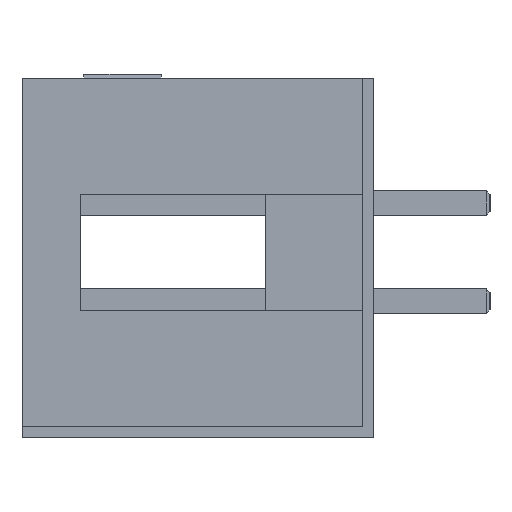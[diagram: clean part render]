
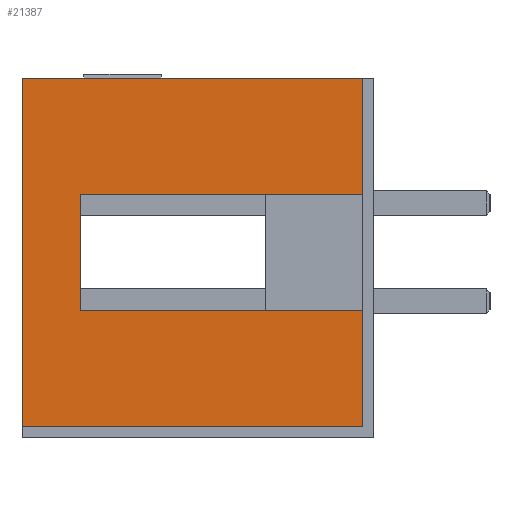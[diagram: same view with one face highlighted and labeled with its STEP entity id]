
A CAD part, left-side view. The second image highlights one B-rep face of the part: STEP entity #21387.
In plain terms, the highlighted planar face has unit normal (-1, 0, 0).
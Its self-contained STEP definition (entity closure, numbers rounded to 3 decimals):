
#1301 = DIRECTION ( 'NONE',  ( 0., 0., -1. ) ) ;
#1892 = CARTESIAN_POINT ( 'NONE',  ( -25.39, 7.6, 0. ) ) ;
#2728 = EDGE_CURVE ( 'NONE', #14084, #6891, #12655, .T. ) ;
#3267 = DIRECTION ( 'NONE',  ( 0., -1., 0. ) ) ;
#3456 = LINE ( 'NONE', #21392, #25585 ) ;
#4260 = DIRECTION ( 'NONE',  ( 0., -1., 0. ) ) ;
#4540 = VECTOR ( 'NONE', #12294, 1000. ) ;
#4846 = VECTOR ( 'NONE', #9140, 1000. ) ;
#5091 = ORIENTED_EDGE ( 'NONE', *, *, #20042, .F. ) ;
#5255 = CARTESIAN_POINT ( 'NONE',  ( -25.39, 7.6, 1.5 ) ) ;
#6069 = LINE ( 'NONE', #24178, #4540 ) ;
#6664 = VERTEX_POINT ( 'NONE', #21072 ) ;
#6891 = VERTEX_POINT ( 'NONE', #19206 ) ;
#6897 = CARTESIAN_POINT ( 'NONE',  ( -25.39, 0.3, -1.5 ) ) ;
#6949 = CARTESIAN_POINT ( 'NONE',  ( -25.39, 7.6, -1.5 ) ) ;
#6977 = LINE ( 'NONE', #14941, #22110 ) ;
#7750 = ORIENTED_EDGE ( 'NONE', *, *, #25070, .F. ) ;
#7886 = CARTESIAN_POINT ( 'NONE',  ( -25.39, 9.1, 4.5 ) ) ;
#8018 = VECTOR ( 'NONE', #4260, 1000. ) ;
#8136 = ORIENTED_EDGE ( 'NONE', *, *, #10446, .F. ) ;
#9140 = DIRECTION ( 'NONE',  ( 0., -1., 0. ) ) ;
#9380 = EDGE_LOOP ( 'NONE', ( #5091, #8136, #23807, #21222, #7750, #23798, #25121, #12325 ) ) ;
#9778 = DIRECTION ( 'NONE',  ( 0., 0., 1. ) ) ;
#9783 = DIRECTION ( 'NONE',  ( -1., 0., 0. ) ) ;
#10446 = EDGE_CURVE ( 'NONE', #17027, #24262, #21204, .T. ) ;
#11145 = CARTESIAN_POINT ( 'NONE',  ( -25.39, 0.3, 0. ) ) ;
#11279 = CARTESIAN_POINT ( 'NONE',  ( -25.39, 7.6, -1.5 ) ) ;
#11607 = AXIS2_PLACEMENT_3D ( 'NONE', #16204, #9783, #18253 ) ;
#12113 = VERTEX_POINT ( 'NONE', #18095 ) ;
#12294 = DIRECTION ( 'NONE',  ( 0., 0., -1. ) ) ;
#12325 = ORIENTED_EDGE ( 'NONE', *, *, #23709, .T. ) ;
#12655 = LINE ( 'NONE', #5255, #4846 ) ;
#12876 = VERTEX_POINT ( 'NONE', #7886 ) ;
#13428 = CARTESIAN_POINT ( 'NONE',  ( -25.39, 9.1, -4.5 ) ) ;
#14084 = VERTEX_POINT ( 'NONE', #17745 ) ;
#14145 = LINE ( 'NONE', #22065, #8018 ) ;
#14941 = CARTESIAN_POINT ( 'NONE',  ( -25.39, 9.1, 4.5 ) ) ;
#16080 = FACE_OUTER_BOUND ( 'NONE', #9380, .T. ) ;
#16204 = CARTESIAN_POINT ( 'NONE',  ( -25.39, 9.1, 0. ) ) ;
#16709 = EDGE_CURVE ( 'NONE', #12876, #12113, #6977, .T. ) ;
#17027 = VERTEX_POINT ( 'NONE', #6949 ) ;
#17607 = DIRECTION ( 'NONE',  ( 0., 0., -1. ) ) ;
#17745 = CARTESIAN_POINT ( 'NONE',  ( -25.39, 7.6, 1.5 ) ) ;
#18095 = CARTESIAN_POINT ( 'NONE',  ( -25.39, 0.3, 4.5 ) ) ;
#18253 = DIRECTION ( 'NONE',  ( 0., 0., 1. ) ) ;
#18838 = DIRECTION ( 'NONE',  ( 0., -1., 0. ) ) ;
#19206 = CARTESIAN_POINT ( 'NONE',  ( -25.39, 0.3, 1.5 ) ) ;
#19811 = VERTEX_POINT ( 'NONE', #13428 ) ;
#20042 = EDGE_CURVE ( 'NONE', #24262, #6664, #25509, .T. ) ;
#20873 = EDGE_CURVE ( 'NONE', #17027, #14084, #25570, .T. ) ;
#21032 = EDGE_CURVE ( 'NONE', #12876, #19811, #6069, .T. ) ;
#21072 = CARTESIAN_POINT ( 'NONE',  ( -25.39, 0.3, -4.5 ) ) ;
#21204 = LINE ( 'NONE', #11279, #22189 ) ;
#21222 = ORIENTED_EDGE ( 'NONE', *, *, #2728, .T. ) ;
#21387 = ADVANCED_FACE ( 'NONE', ( #16080 ), #23761, .T. ) ;
#21392 = CARTESIAN_POINT ( 'NONE',  ( -25.39, 0.3, 0. ) ) ;
#22055 = VECTOR ( 'NONE', #9778, 1000. ) ;
#22065 = CARTESIAN_POINT ( 'NONE',  ( -25.39, 9.1, -4.5 ) ) ;
#22110 = VECTOR ( 'NONE', #18838, 1000. ) ;
#22189 = VECTOR ( 'NONE', #3267, 1000. ) ;
#23709 = EDGE_CURVE ( 'NONE', #19811, #6664, #14145, .T. ) ;
#23761 = PLANE ( 'NONE',  #11607 ) ;
#23798 = ORIENTED_EDGE ( 'NONE', *, *, #16709, .F. ) ;
#23807 = ORIENTED_EDGE ( 'NONE', *, *, #20873, .T. ) ;
#24178 = CARTESIAN_POINT ( 'NONE',  ( -25.39, 9.1, 0. ) ) ;
#24262 = VERTEX_POINT ( 'NONE', #6897 ) ;
#25070 = EDGE_CURVE ( 'NONE', #12113, #6891, #3456, .T. ) ;
#25121 = ORIENTED_EDGE ( 'NONE', *, *, #21032, .T. ) ;
#25443 = VECTOR ( 'NONE', #1301, 1000. ) ;
#25509 = LINE ( 'NONE', #11145, #25443 ) ;
#25570 = LINE ( 'NONE', #1892, #22055 ) ;
#25585 = VECTOR ( 'NONE', #17607, 1000. ) ;
